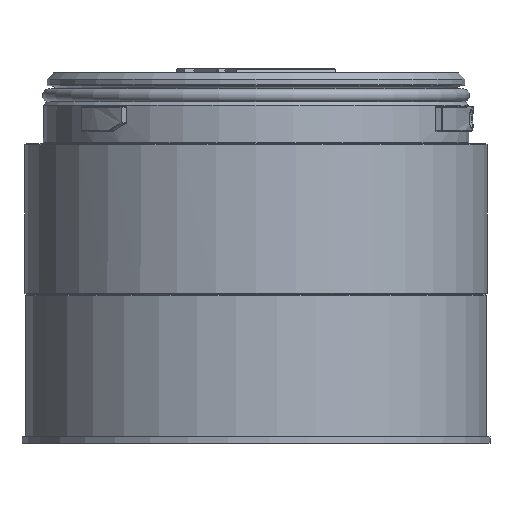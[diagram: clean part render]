
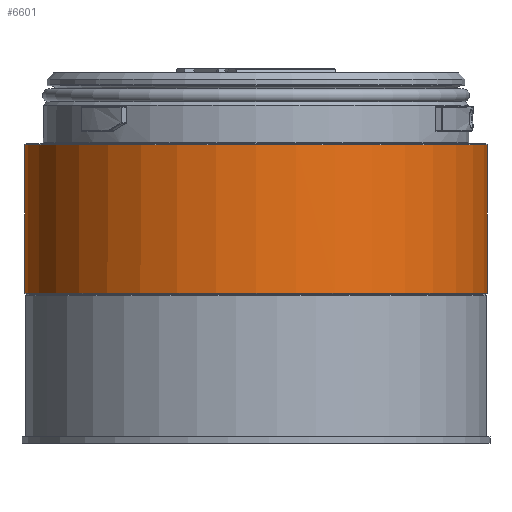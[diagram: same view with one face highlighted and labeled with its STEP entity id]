
A CAD part, front view. The second image highlights one B-rep face of the part: STEP entity #6601.
In plain terms, the highlighted cylindrical face has radius 36 mm (diameter 72 mm), a full revolution.
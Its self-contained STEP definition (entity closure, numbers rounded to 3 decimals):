
#2248=CYLINDRICAL_SURFACE('',#34090,36.);
#2615=FACE_BOUND('',#10970,.T.);
#2616=FACE_BOUND('',#10971,.T.);
#4777=CIRCLE('',#34087,36.);
#4778=CIRCLE('',#34088,36.);
#4779=CIRCLE('',#34089,36.);
#6601=ADVANCED_FACE('',(#2615,#2616),#2248,.T.);
#10970=EDGE_LOOP('',(#19853));
#10971=EDGE_LOOP('',(#19854,#19855,#19856,#19857));
#19853=ORIENTED_EDGE('',*,*,#27416,.T.);
#19854=ORIENTED_EDGE('',*,*,#27417,.T.);
#19855=ORIENTED_EDGE('',*,*,#27418,.T.);
#19856=ORIENTED_EDGE('',*,*,#27419,.T.);
#19857=ORIENTED_EDGE('',*,*,#27420,.F.);
#23219=VERTEX_POINT('',#62622);
#23220=VERTEX_POINT('',#62624);
#23221=VERTEX_POINT('',#62625);
#23222=VERTEX_POINT('',#62627);
#23223=VERTEX_POINT('',#62629);
#27416=EDGE_CURVE('',#23219,#23219,#4777,.T.);
#27417=EDGE_CURVE('',#23220,#23221,#4778,.T.);
#27418=EDGE_CURVE('',#23221,#23222,#29291,.T.);
#27419=EDGE_CURVE('',#23222,#23223,#4779,.T.);
#27420=EDGE_CURVE('',#23220,#23223,#29292,.T.);
#29291=LINE('',#62626,#30925);
#29292=LINE('',#62630,#30926);
#30925=VECTOR('',#41952,1.);
#30926=VECTOR('',#41955,1.);
#34087=AXIS2_PLACEMENT_3D('',#62621,#41948,#41949);
#34088=AXIS2_PLACEMENT_3D('',#62623,#41950,#41951);
#34089=AXIS2_PLACEMENT_3D('',#62628,#41953,#41954);
#34090=AXIS2_PLACEMENT_3D('',#62631,#41956,#41957);
#41948=DIRECTION('',(0.,0.,1.));
#41949=DIRECTION('',(1.,0.,0.));
#41950=DIRECTION('',(0.,0.,-1.));
#41951=DIRECTION('',(-1.,0.,0.));
#41952=DIRECTION('',(0.,0.,-1.));
#41953=DIRECTION('',(0.,0.,-1.));
#41954=DIRECTION('',(1.,0.,0.));
#41955=DIRECTION('',(0.,0.,-1.));
#41956=DIRECTION('',(0.,0.,-1.));
#41957=DIRECTION('',(1.,0.,0.));
#62621=CARTESIAN_POINT('',(0.,0.,-33.8));
#62622=CARTESIAN_POINT('',(36.,0.,-33.8));
#62623=CARTESIAN_POINT('',(0.,0.,-10.7));
#62624=CARTESIAN_POINT('',(-22.067,28.444,-10.7));
#62625=CARTESIAN_POINT('',(-23.234,27.499,-10.7));
#62626=CARTESIAN_POINT('',(-23.234,27.499,-34.));
#62627=CARTESIAN_POINT('',(-23.234,27.499,-18.7));
#62628=CARTESIAN_POINT('',(0.,0.,-18.7));
#62629=CARTESIAN_POINT('',(-22.067,28.444,-18.7));
#62630=CARTESIAN_POINT('',(-22.067,28.444,-34.));
#62631=CARTESIAN_POINT('',(0.,0.,-34.));
